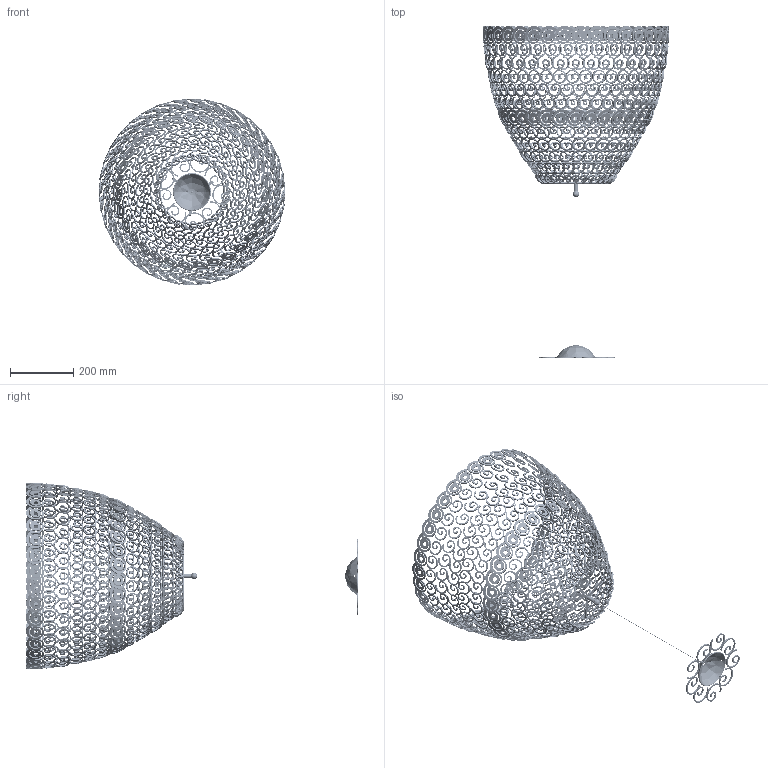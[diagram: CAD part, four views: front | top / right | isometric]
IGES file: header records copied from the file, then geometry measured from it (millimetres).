
Start section: SolidWorks IGES file using analytic representation for surfaces
Global section: file name: 491_SG.IGS; native system: SolidWorks 2017; preprocessor: SolidWorks 2017; author: Utente16; date: 200424.135309; units: millimetre
Bounding box: 592.72 x 1051.78 x 592.72 mm (x, y, z)
Surface area: 1157916.2 mm2 (no closed solid volume)
Topology: 0 solids, 0 shells, 4396 faces, 163489 edges, 193197 vertices
Faces by surface type: bspline 2401, revolution 1995
